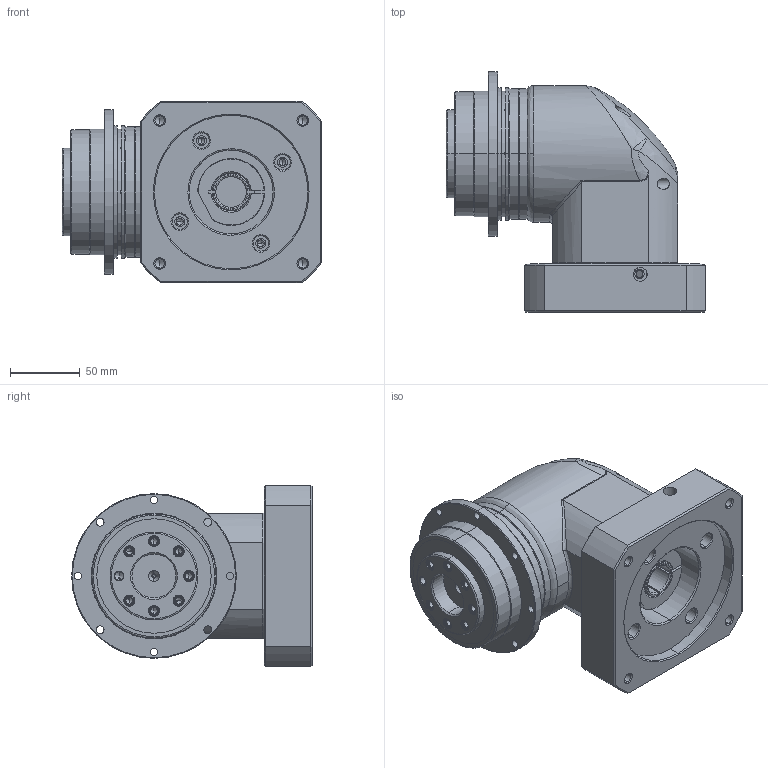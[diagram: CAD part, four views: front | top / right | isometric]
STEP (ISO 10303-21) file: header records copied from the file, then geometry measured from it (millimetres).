
FILE_DESCRIPTION (( 'STEP AP214' ), '1' );
FILE_NAME ('SDL090-L1-22-110-145M8.STEP', '2022-02-25T09:33:13', ( 'admin' ), ( '' ), 'SwSTEP 2.0', 'SolidWorks 2013', '' );
FILE_SCHEMA (( 'AUTOMOTIVE_DESIGN' ));
Length unit declared in the file: millimetre
Products named in the file (5): SDL090-L1-22-110-145M8; SD090_X2_8F9351FA7AEF_X0_; SBL090-_X2_6CD55170_X0_110-145M8; SBL090_X2_8F9351658F7495017D2773AF_X0_-22; SDL090-22
Assembly tree (4 placements, depth 2):
  SDL090-L1-22-110-145M8
    SDL090-22
    SBL090_X2_8F9351658F7495017D2773AF_X0_-22
    SBL090-_X2_6CD55170_X0_110-145M8
    SD090_X2_8F9351FA7AEF_X0_
Bounding box: 186.1 x 172.5 x 130 mm (x, y, z)
Volume: 1734950.4 mm3; surface area: 198291.2 mm2
Topology: 7 solids, 7 shells, 474 faces, 1168 edges, 705 vertices
Faces by surface type: cylinder 208, cone 137, plane 102, bspline 25, torus 2
Entity records: 22070 total; most frequent: CARTESIAN_POINT 5548, DIRECTION 2412, ORIENTED_EDGE 2228, EDGE_CURVE 1114, AXIS2_PLACEMENT_3D 975, VERTEX_POINT 705, EDGE_LOOP 573, CIRCLE 519
